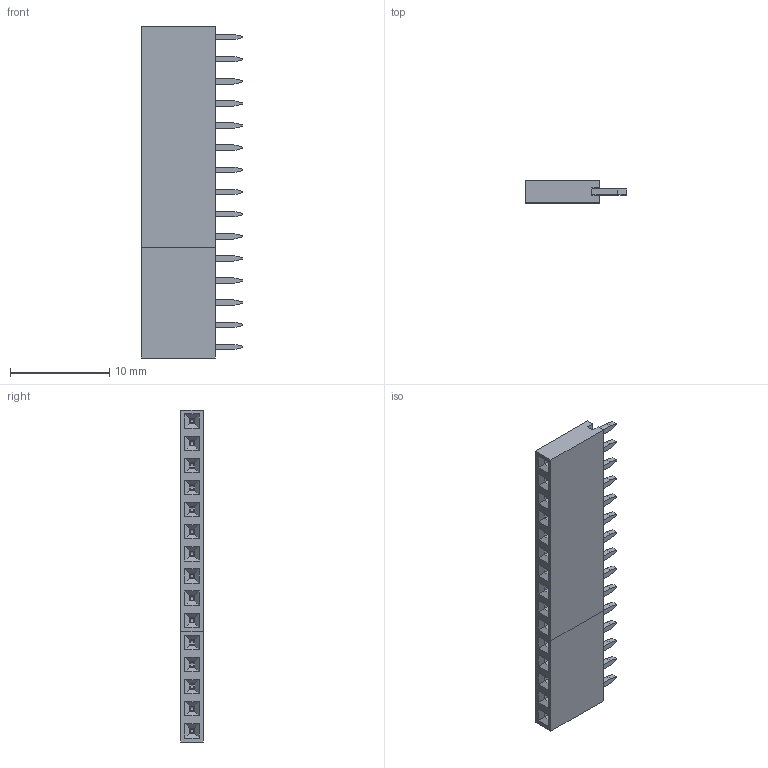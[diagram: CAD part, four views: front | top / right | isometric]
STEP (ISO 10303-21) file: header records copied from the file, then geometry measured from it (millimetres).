
FILE_DESCRIPTION(('FreeCAD Model'),'2;1');
FILE_NAME('Open CASCADE Shape Model','2025-05-02T22:28:12',('FreeCAD'),( 'FreeCAD'),'Open CASCADE STEP processor 7.6','FreeCAD','Unknown');
FILE_SCHEMA(('AUTOMOTIVE_DESIGN { 1 0 10303 214 1 1 1 1 }'));
Length unit declared in the file: millimetre
Products named in the file (1): Open CASCADE STEP translator 7.6 1
Bounding box: 10.23 x 2.23 x 33.5 mm (x, y, z)
Volume: 540.9 mm3; surface area: 1549.4 mm2
Topology: 17 solids, 17 shells, 530 faces, 1428 edges, 932 vertices
Faces by surface type: bspline 530
Entity records: 14917 total; most frequent: CARTESIAN_POINT 6089, ORIENTED_EDGE 2856, EDGE_CURVE 1428, B_SPLINE_CURVE_WITH_KNOTS 1398, VERTEX_POINT 932, FACE_BOUND 560, EDGE_LOOP 560, ADVANCED_FACE 530
